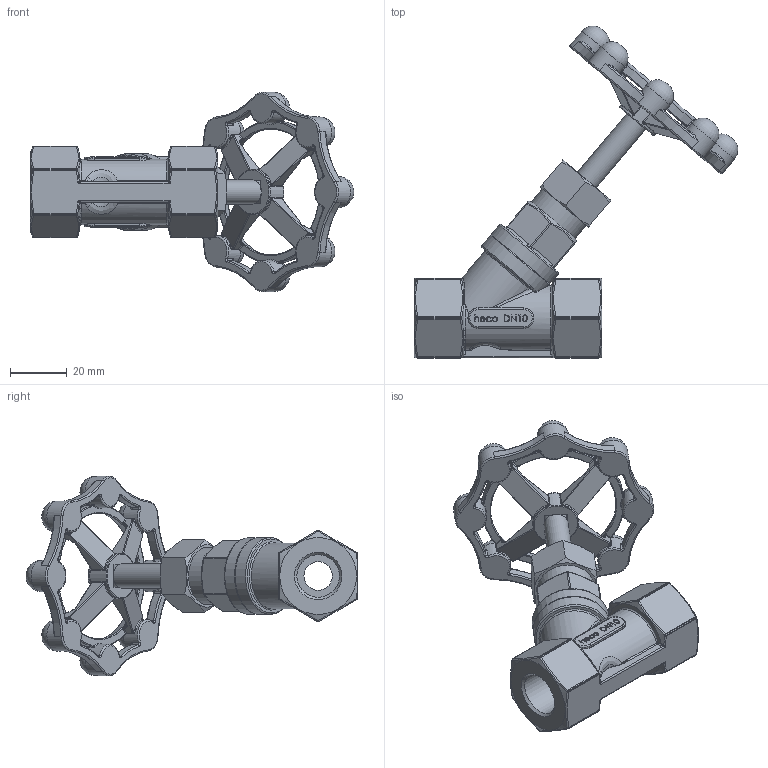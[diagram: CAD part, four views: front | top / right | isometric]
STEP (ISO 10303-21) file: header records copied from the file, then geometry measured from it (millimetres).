
FILE_DESCRIPTION (( 'STEP AP214' ), '1' );
FILE_NAME ('MV-038-S00-4 Muffenschrägsitzventil heco.STEP', '2015-04-15T08:10:45', ( 'test' ), ( '' ), 'SwSTEP 2.0', 'SolidWorks 2011', '' );
FILE_SCHEMA (( 'AUTOMOTIVE_DESIGN' ));
Length unit declared in the file: millimetre
Products named in the file (1): MV-038-S00-4 Muffenschrägsitzventil heco
Bounding box: 113.73 x 116.65 x 69.98 mm (x, y, z)
Volume: 67611.6 mm3; surface area: 23712.4 mm2
Topology: 2 solids, 6 shells, 1177 faces, 2861 edges, 1643 vertices
Faces by surface type: bspline 453, plane 261, cylinder 206, torus 160, sphere 58, cone 39
Full cylindrical faces by diameter (mm): 4.7 x1, 8.5 x1, 10 x1, 11 x9, 14.7 x1, 14.948 x2, 16 x1, 20 x1, 27 x2
Entity records: 63248 total; most frequent: CARTESIAN_POINT 26567, ORIENTED_EDGE 5430, DIRECTION 4186, EDGE_CURVE 2715, AXIS2_PLACEMENT_3D 1686, VERTEX_POINT 1615, EDGE_LOOP 1272, FACE_OUTER_BOUND 1209
